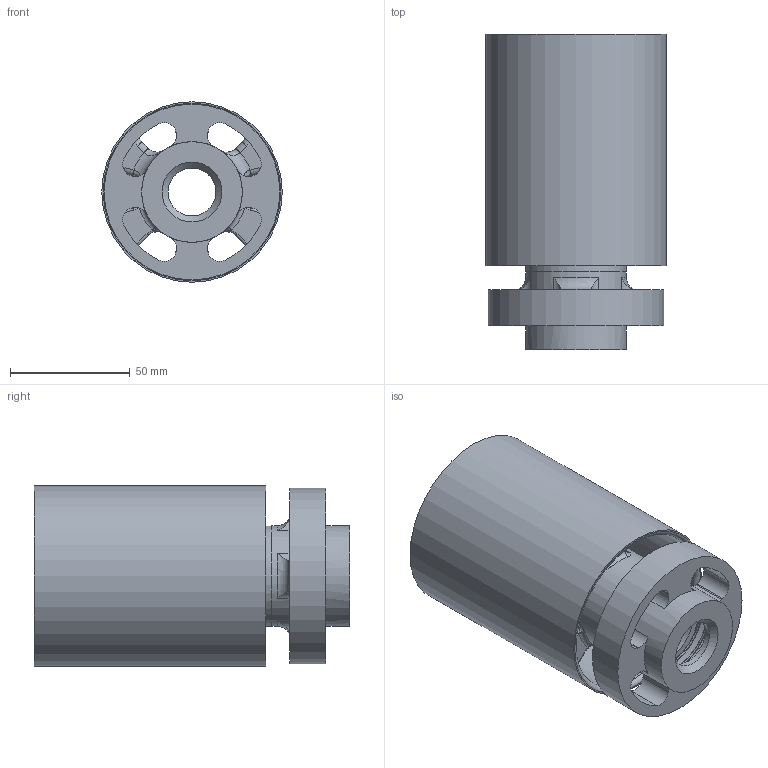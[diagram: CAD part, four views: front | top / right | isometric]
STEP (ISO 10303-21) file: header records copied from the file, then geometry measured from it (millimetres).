
FILE_DESCRIPTION(/* description */ (''),/* implementation_level */ '2;1');
FILE_NAME(/* name */ 'LatchMech v10.step',/* time_stamp */ '2023-09-28T23:05:52-04:00',/* author */ (''),/* organization */ (''),/* preprocessor_version */ 'ST-DEVELOPER v20',/* originating_system */ 'Autodesk Translation Framework v12.14.0.127',/* authorisation */ '');
FILE_SCHEMA (('AUTOMOTIVE_DESIGN { 1 0 10303 214 3 1 1 }'));
Length unit declared in the file: millimetre
Products named in the file (3): LatchMech; Body; Retainer
Assembly tree (2 placements, depth 2):
  LatchMech
    Body
    Retainer
Bounding box: 75.2 x 131.5 x 75.2 mm (x, y, z)
Volume: 181775.4 mm3; surface area: 96459.5 mm2
Topology: 2 solids, 2 shells, 199 faces, 553 edges, 338 vertices
Faces by surface type: cylinder 91, plane 39, bspline 38, torus 29, cone 2
Full cylindrical faces by diameter (mm): 20 x2, 25 x1, 31.5 x1, 34.132 x3, 34.97 x6, 38.703 x3, 39.439 x6, 42 x2, 70 x1, 73.2 x1, 75.2 x1
Entity records: 13020 total; most frequent: CARTESIAN_POINT 8145, ORIENTED_EDGE 1070, DIRECTION 922, EDGE_CURVE 535, AXIS2_PLACEMENT_3D 378, VERTEX_POINT 338, EDGE_LOOP 221, CIRCLE 212
